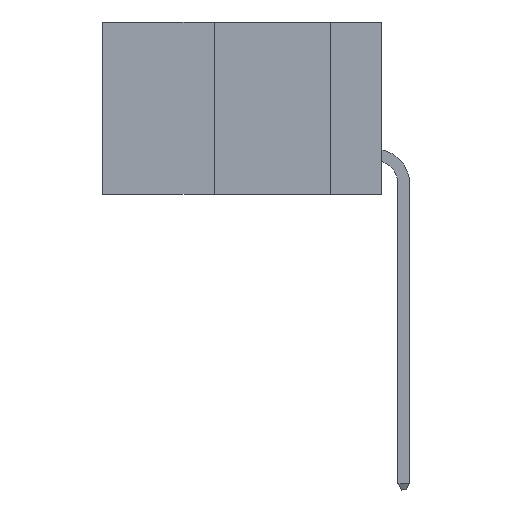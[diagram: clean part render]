
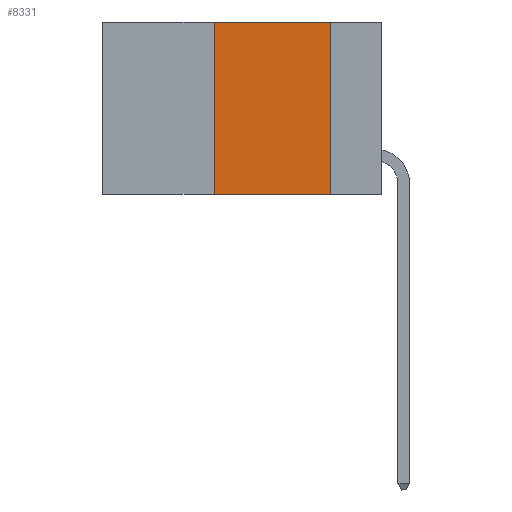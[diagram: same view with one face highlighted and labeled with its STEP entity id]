
A CAD part, left-side view. The second image highlights one B-rep face of the part: STEP entity #8331.
In plain terms, the highlighted planar face has unit normal (-1, 0, 0).
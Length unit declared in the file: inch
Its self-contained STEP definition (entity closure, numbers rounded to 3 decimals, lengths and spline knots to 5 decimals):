
#166 = CARTESIAN_POINT ( 'NONE',  ( 0., 0.6, 0. ) ) ;
#354 = VERTEX_POINT ( 'NONE', #5082 ) ;
#429 = LINE ( 'NONE', #7986, #4335 ) ;
#483 = ORIENTED_EDGE ( 'NONE', *, *, #8021, .F. ) ;
#537 = LINE ( 'NONE', #3993, #2603 ) ;
#598 = AXIS2_PLACEMENT_3D ( 'NONE', #166, #2270, #4388 ) ;
#1018 = CARTESIAN_POINT ( 'NONE',  ( 0., 0.36, 0. ) ) ;
#1219 = VERTEX_POINT ( 'NONE', #1018 ) ;
#1330 = VERTEX_POINT ( 'NONE', #6096 ) ;
#2089 = EDGE_CURVE ( 'NONE', #5868, #354, #2344, .T. ) ;
#2270 = DIRECTION ( 'NONE',  ( 1., 0., 0. ) ) ;
#2344 = LINE ( 'NONE', #2996, #3006 ) ;
#2378 = ORIENTED_EDGE ( 'NONE', *, *, #2089, .F. ) ;
#2603 = VECTOR ( 'NONE', #8790, 39.37008 ) ;
#2653 = EDGE_CURVE ( 'NONE', #1330, #354, #429, .T. ) ;
#2996 = CARTESIAN_POINT ( 'NONE',  ( 0., 0.11, 0. ) ) ;
#3006 = VECTOR ( 'NONE', #3574, 39.37008 ) ;
#3035 = FACE_OUTER_BOUND ( 'NONE', #5123, .T. ) ;
#3071 = LINE ( 'NONE', #4093, #8387 ) ;
#3574 = DIRECTION ( 'NONE',  ( 0., 0., -1. ) ) ;
#3993 = CARTESIAN_POINT ( 'NONE',  ( 0., 0.36, 0. ) ) ;
#4093 = CARTESIAN_POINT ( 'NONE',  ( 0., 0.6, 0. ) ) ;
#4335 = VECTOR ( 'NONE', #7200, 39.37008 ) ;
#4388 = DIRECTION ( 'NONE',  ( 0., 0., -1. ) ) ;
#5082 = CARTESIAN_POINT ( 'NONE',  ( 0., 0.11, -0.37 ) ) ;
#5123 = EDGE_LOOP ( 'NONE', ( #2378, #8156, #483, #5707 ) ) ;
#5406 = DIRECTION ( 'NONE',  ( 0., -1., 0. ) ) ;
#5707 = ORIENTED_EDGE ( 'NONE', *, *, #2653, .T. ) ;
#5868 = VERTEX_POINT ( 'NONE', #6721 ) ;
#6096 = CARTESIAN_POINT ( 'NONE',  ( 0., 0.36, -0.37 ) ) ;
#6419 = EDGE_CURVE ( 'NONE', #1219, #5868, #3071, .T. ) ;
#6721 = CARTESIAN_POINT ( 'NONE',  ( 0., 0.11, 0. ) ) ;
#7200 = DIRECTION ( 'NONE',  ( 0., -1., 0. ) ) ;
#7986 = CARTESIAN_POINT ( 'NONE',  ( 0., 0.6, -0.37 ) ) ;
#8021 = EDGE_CURVE ( 'NONE', #1330, #1219, #537, .T. ) ;
#8156 = ORIENTED_EDGE ( 'NONE', *, *, #6419, .F. ) ;
#8331 = ADVANCED_FACE ( 'NONE', ( #3035 ), #8479, .F. ) ;
#8387 = VECTOR ( 'NONE', #5406, 39.37008 ) ;
#8479 = PLANE ( 'NONE',  #598 ) ;
#8790 = DIRECTION ( 'NONE',  ( 0., 0., 1. ) ) ;
